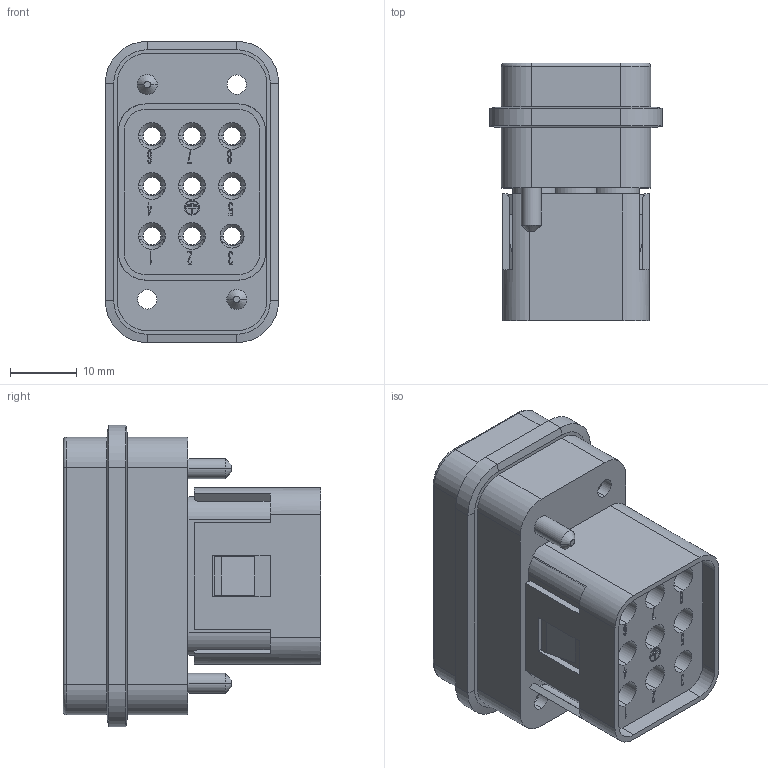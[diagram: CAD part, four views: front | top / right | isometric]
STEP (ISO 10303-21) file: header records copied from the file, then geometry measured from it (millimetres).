
FILE_DESCRIPTION((''),'2;1');
FILE_NAME('HQ-008-MC_-','2017-09-15T',('tl.yang'),(''),'PRO/ENGINEER BY PARAMETRIC TECHNOLOGY CORPORATION, 2011500','PRO/ENGINEER BY PARAMETRIC TECHNOLOGY CORPORATION, 2011500','');
FILE_SCHEMA(('CONFIG_CONTROL_DESIGN'));
Length unit declared in the file: millimetre
Products named in the file (1): HQ-008-MC_-
Bounding box: 25.95 x 38.6 x 45.15 mm (x, y, z)
Volume: 14055.4 mm3; surface area: 16087.2 mm2
Topology: 2 solids, 2 shells, 971 faces, 2628 edges, 1714 vertices
Faces by surface type: plane 589, cylinder 172, extrusion 112, cone 63, bspline 27, torus 8
Entity records: 32277 total; most frequent: CARTESIAN_POINT 8194, ORIENTED_EDGE 5256, DIRECTION 4431, EDGE_CURVE 2628, VECTOR 1989, LINE 1877, VERTEX_POINT 1714, AXIS2_PLACEMENT_3D 1221
